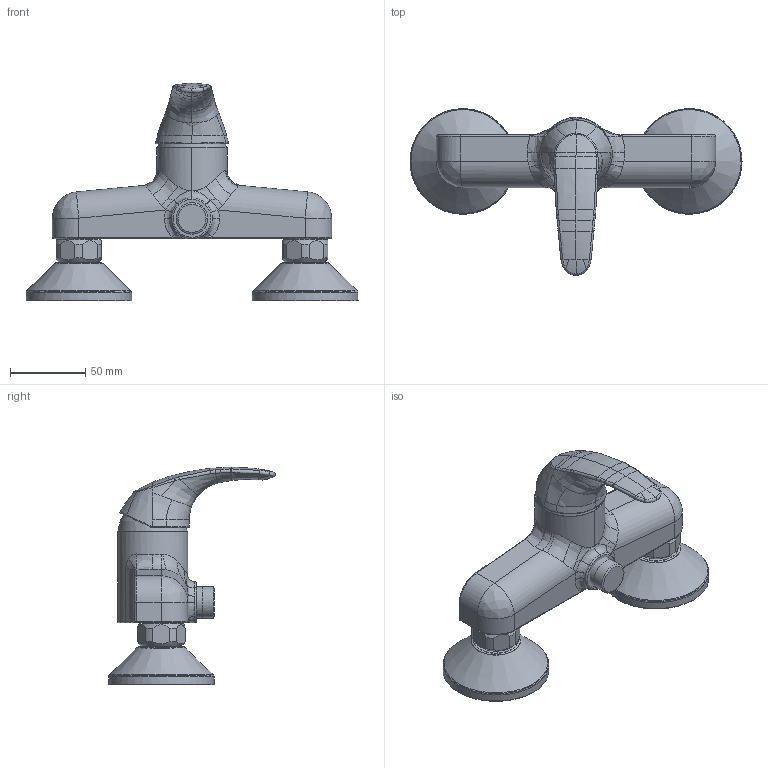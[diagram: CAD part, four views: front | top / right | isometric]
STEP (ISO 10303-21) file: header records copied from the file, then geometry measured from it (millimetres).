
FILE_DESCRIPTION (( 'STEP AP203' ), '1' );
FILE_NAME ('46120103.STEP', '2017-03-09T05:53:55', ( '' ), ( '' ), 'SwSTEP 2.0', 'SolidWorks 2016', '' );
FILE_SCHEMA (( 'CONFIG_CONTROL_DESIGN' ));
Length unit declared in the file: millimetre
Products named in the file (1): 46120103
Bounding box: 220 x 110.69 x 144 mm (x, y, z)
Volume: 376296.6 mm3; surface area: 80088.7 mm2
Topology: 10 solids, 10 shells, 246 faces, 561 edges, 336 vertices
Faces by surface type: bspline 138, cylinder 48, plane 47, cone 9, torus 4
Full cylindrical faces by diameter (mm): 16.5 x1, 18 x1, 20.955 x1, 21 x1, 24 x2, 24.12 x2, 24.92 x2, 69.2 x2, 70 x2
Entity records: 16120 total; most frequent: CARTESIAN_POINT 11870, ORIENTED_EDGE 1018, EDGE_CURVE 509, DIRECTION 461, B_SPLINE_CURVE_WITH_KNOTS 355, VERTEX_POINT 324, EDGE_LOOP 291, FACE_OUTER_BOUND 273
